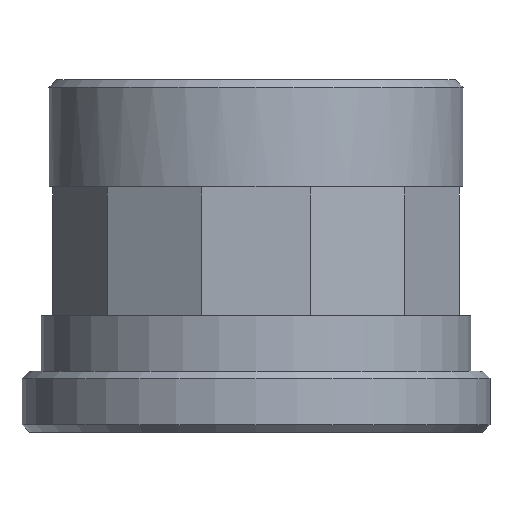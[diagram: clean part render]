
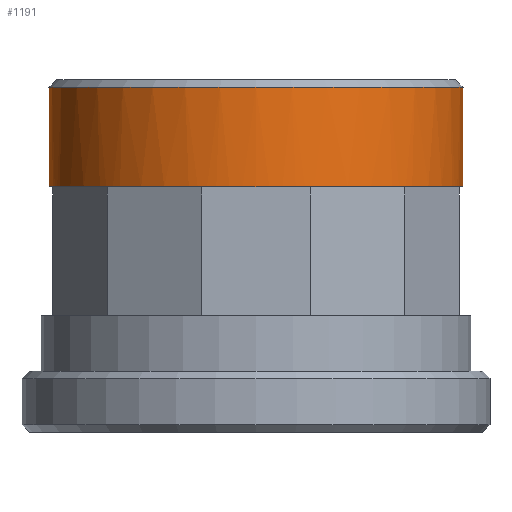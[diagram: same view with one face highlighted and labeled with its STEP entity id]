
A CAD part, front view. The second image highlights one B-rep face of the part: STEP entity #1191.
In plain terms, the highlighted cylindrical face has radius 13.5 mm (diameter 27 mm), a full revolution.
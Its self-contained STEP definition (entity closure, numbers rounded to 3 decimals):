
#102=FACE_OUTER_BOUND('',#177,.T.);
#177=EDGE_LOOP('',(#885,#886,#887,#888,#889,#890,#891,#892,#893,#894,#895,
#896,#897,#898,#899,#900,#901,#902,#903,#904,#905,#906,#907,#908,#909,#910,
#911,#912,#913));
#230=CIRCLE('',#1271,13.5);
#231=CIRCLE('',#1273,13.5);
#232=CIRCLE('',#1275,13.5);
#233=CIRCLE('',#1277,13.5);
#234=CIRCLE('',#1279,13.5);
#235=CIRCLE('',#1281,13.5);
#236=CIRCLE('',#1283,13.5);
#237=CIRCLE('',#1284,13.5);
#238=CIRCLE('',#1286,13.5);
#239=CIRCLE('',#1288,13.5);
#240=CIRCLE('',#1290,13.5);
#241=CIRCLE('',#1292,13.5);
#244=CIRCLE('',#1297,13.5);
#245=CIRCLE('',#1298,13.5);
#246=CIRCLE('',#1300,13.5);
#247=CIRCLE('',#1302,13.5);
#248=CIRCLE('',#1303,13.5);
#249=CIRCLE('',#1304,13.5);
#250=CIRCLE('',#1305,13.5);
#251=CIRCLE('',#1306,13.5);
#252=CIRCLE('',#1307,13.5);
#253=CIRCLE('',#1308,13.5);
#254=CIRCLE('',#1309,13.5);
#255=CIRCLE('',#1310,13.5);
#256=CIRCLE('',#1311,13.5);
#257=CIRCLE('',#1312,13.5);
#258=CIRCLE('',#1313,13.5);
#346=LINE('',#4500,#435);
#435=VECTOR('',#1508,13.5);
#537=VERTEX_POINT('',#4427);
#538=VERTEX_POINT('',#4428);
#539=VERTEX_POINT('',#4432);
#540=VERTEX_POINT('',#4433);
#541=VERTEX_POINT('',#4437);
#542=VERTEX_POINT('',#4438);
#543=VERTEX_POINT('',#4442);
#544=VERTEX_POINT('',#4443);
#545=VERTEX_POINT('',#4447);
#546=VERTEX_POINT('',#4448);
#547=VERTEX_POINT('',#4452);
#548=VERTEX_POINT('',#4453);
#549=VERTEX_POINT('',#4457);
#550=VERTEX_POINT('',#4458);
#551=VERTEX_POINT('',#4460);
#552=VERTEX_POINT('',#4464);
#553=VERTEX_POINT('',#4465);
#554=VERTEX_POINT('',#4469);
#555=VERTEX_POINT('',#4470);
#556=VERTEX_POINT('',#4474);
#557=VERTEX_POINT('',#4475);
#558=VERTEX_POINT('',#4479);
#559=VERTEX_POINT('',#4480);
#562=VERTEX_POINT('',#4489);
#563=VERTEX_POINT('',#4490);
#564=VERTEX_POINT('',#4495);
#565=VERTEX_POINT('',#4496);
#661=EDGE_CURVE('',#537,#538,#230,.T.);
#663=EDGE_CURVE('',#539,#540,#231,.T.);
#665=EDGE_CURVE('',#541,#542,#232,.T.);
#667=EDGE_CURVE('',#543,#544,#233,.T.);
#669=EDGE_CURVE('',#545,#546,#234,.T.);
#671=EDGE_CURVE('',#547,#548,#235,.T.);
#673=EDGE_CURVE('',#549,#550,#236,.T.);
#674=EDGE_CURVE('',#550,#551,#237,.T.);
#676=EDGE_CURVE('',#552,#553,#238,.T.);
#678=EDGE_CURVE('',#554,#555,#239,.T.);
#680=EDGE_CURVE('',#556,#557,#240,.T.);
#682=EDGE_CURVE('',#558,#559,#241,.T.);
#686=EDGE_CURVE('',#562,#563,#244,.T.);
#687=EDGE_CURVE('',#563,#562,#245,.T.);
#689=EDGE_CURVE('',#564,#565,#246,.T.);
#691=EDGE_CURVE('',#562,#550,#346,.T.);
#692=EDGE_CURVE('',#553,#549,#247,.T.);
#693=EDGE_CURVE('',#555,#552,#248,.T.);
#694=EDGE_CURVE('',#557,#554,#249,.T.);
#695=EDGE_CURVE('',#559,#556,#250,.T.);
#696=EDGE_CURVE('',#565,#558,#251,.T.);
#697=EDGE_CURVE('',#538,#564,#252,.T.);
#698=EDGE_CURVE('',#540,#537,#253,.T.);
#699=EDGE_CURVE('',#542,#539,#254,.T.);
#700=EDGE_CURVE('',#544,#541,#255,.T.);
#701=EDGE_CURVE('',#546,#543,#256,.T.);
#702=EDGE_CURVE('',#548,#545,#257,.T.);
#703=EDGE_CURVE('',#551,#547,#258,.T.);
#885=ORIENTED_EDGE('',*,*,#686,.T.);
#886=ORIENTED_EDGE('',*,*,#687,.T.);
#887=ORIENTED_EDGE('',*,*,#691,.T.);
#888=ORIENTED_EDGE('',*,*,#673,.F.);
#889=ORIENTED_EDGE('',*,*,#692,.F.);
#890=ORIENTED_EDGE('',*,*,#676,.F.);
#891=ORIENTED_EDGE('',*,*,#693,.F.);
#892=ORIENTED_EDGE('',*,*,#678,.F.);
#893=ORIENTED_EDGE('',*,*,#694,.F.);
#894=ORIENTED_EDGE('',*,*,#680,.F.);
#895=ORIENTED_EDGE('',*,*,#695,.F.);
#896=ORIENTED_EDGE('',*,*,#682,.F.);
#897=ORIENTED_EDGE('',*,*,#696,.F.);
#898=ORIENTED_EDGE('',*,*,#689,.F.);
#899=ORIENTED_EDGE('',*,*,#697,.F.);
#900=ORIENTED_EDGE('',*,*,#661,.F.);
#901=ORIENTED_EDGE('',*,*,#698,.F.);
#902=ORIENTED_EDGE('',*,*,#663,.F.);
#903=ORIENTED_EDGE('',*,*,#699,.F.);
#904=ORIENTED_EDGE('',*,*,#665,.F.);
#905=ORIENTED_EDGE('',*,*,#700,.F.);
#906=ORIENTED_EDGE('',*,*,#667,.F.);
#907=ORIENTED_EDGE('',*,*,#701,.F.);
#908=ORIENTED_EDGE('',*,*,#669,.F.);
#909=ORIENTED_EDGE('',*,*,#702,.F.);
#910=ORIENTED_EDGE('',*,*,#671,.F.);
#911=ORIENTED_EDGE('',*,*,#703,.F.);
#912=ORIENTED_EDGE('',*,*,#674,.F.);
#913=ORIENTED_EDGE('',*,*,#691,.F.);
#1153=CYLINDRICAL_SURFACE('',#1301,13.5);
#1191=ADVANCED_FACE('',(#102),#1153,.T.);
#1271=AXIS2_PLACEMENT_3D('',#4429,#1433,#1434);
#1273=AXIS2_PLACEMENT_3D('',#4434,#1438,#1439);
#1275=AXIS2_PLACEMENT_3D('',#4439,#1443,#1444);
#1277=AXIS2_PLACEMENT_3D('',#4444,#1448,#1449);
#1279=AXIS2_PLACEMENT_3D('',#4449,#1453,#1454);
#1281=AXIS2_PLACEMENT_3D('',#4454,#1458,#1459);
#1283=AXIS2_PLACEMENT_3D('',#4459,#1463,#1464);
#1284=AXIS2_PLACEMENT_3D('',#4461,#1465,#1466);
#1286=AXIS2_PLACEMENT_3D('',#4466,#1470,#1471);
#1288=AXIS2_PLACEMENT_3D('',#4471,#1475,#1476);
#1290=AXIS2_PLACEMENT_3D('',#4476,#1480,#1481);
#1292=AXIS2_PLACEMENT_3D('',#4481,#1485,#1486);
#1297=AXIS2_PLACEMENT_3D('',#4491,#1496,#1497);
#1298=AXIS2_PLACEMENT_3D('',#4492,#1498,#1499);
#1300=AXIS2_PLACEMENT_3D('',#4497,#1503,#1504);
#1301=AXIS2_PLACEMENT_3D('',#4499,#1506,#1507);
#1302=AXIS2_PLACEMENT_3D('',#4501,#1509,#1510);
#1303=AXIS2_PLACEMENT_3D('',#4502,#1511,#1512);
#1304=AXIS2_PLACEMENT_3D('',#4503,#1513,#1514);
#1305=AXIS2_PLACEMENT_3D('',#4504,#1515,#1516);
#1306=AXIS2_PLACEMENT_3D('',#4505,#1517,#1518);
#1307=AXIS2_PLACEMENT_3D('',#4506,#1519,#1520);
#1308=AXIS2_PLACEMENT_3D('',#4507,#1521,#1522);
#1309=AXIS2_PLACEMENT_3D('',#4508,#1523,#1524);
#1310=AXIS2_PLACEMENT_3D('',#4509,#1525,#1526);
#1311=AXIS2_PLACEMENT_3D('',#4510,#1527,#1528);
#1312=AXIS2_PLACEMENT_3D('',#4511,#1529,#1530);
#1313=AXIS2_PLACEMENT_3D('',#4512,#1531,#1532);
#1433=DIRECTION('center_axis',(0.,0.,-1.));
#1434=DIRECTION('ref_axis',(0.,1.,0.));
#1438=DIRECTION('center_axis',(0.,0.,-1.));
#1439=DIRECTION('ref_axis',(0.,1.,0.));
#1443=DIRECTION('center_axis',(0.,0.,-1.));
#1444=DIRECTION('ref_axis',(0.,1.,0.));
#1448=DIRECTION('center_axis',(0.,0.,-1.));
#1449=DIRECTION('ref_axis',(0.,1.,0.));
#1453=DIRECTION('center_axis',(0.,0.,-1.));
#1454=DIRECTION('ref_axis',(0.,1.,0.));
#1458=DIRECTION('center_axis',(0.,0.,-1.));
#1459=DIRECTION('ref_axis',(0.,1.,0.));
#1463=DIRECTION('center_axis',(0.,0.,-1.));
#1464=DIRECTION('ref_axis',(0.,1.,0.));
#1465=DIRECTION('center_axis',(0.,0.,-1.));
#1466=DIRECTION('ref_axis',(0.,1.,0.));
#1470=DIRECTION('center_axis',(0.,0.,-1.));
#1471=DIRECTION('ref_axis',(0.,1.,0.));
#1475=DIRECTION('center_axis',(0.,0.,-1.));
#1476=DIRECTION('ref_axis',(0.,1.,0.));
#1480=DIRECTION('center_axis',(0.,0.,-1.));
#1481=DIRECTION('ref_axis',(0.,1.,0.));
#1485=DIRECTION('center_axis',(0.,0.,-1.));
#1486=DIRECTION('ref_axis',(0.,1.,0.));
#1496=DIRECTION('center_axis',(0.,0.,-1.));
#1497=DIRECTION('ref_axis',(0.,-1.,0.));
#1498=DIRECTION('center_axis',(0.,0.,-1.));
#1499=DIRECTION('ref_axis',(0.,-1.,0.));
#1503=DIRECTION('center_axis',(0.,0.,-1.));
#1504=DIRECTION('ref_axis',(0.,1.,0.));
#1506=DIRECTION('center_axis',(0.,0.,1.));
#1507=DIRECTION('ref_axis',(0.,1.,0.));
#1508=DIRECTION('',(0.,0.,-1.));
#1509=DIRECTION('center_axis',(0.,0.,-1.));
#1510=DIRECTION('ref_axis',(0.,1.,0.));
#1511=DIRECTION('center_axis',(0.,0.,-1.));
#1512=DIRECTION('ref_axis',(0.,1.,0.));
#1513=DIRECTION('center_axis',(0.,0.,-1.));
#1514=DIRECTION('ref_axis',(0.,1.,0.));
#1515=DIRECTION('center_axis',(0.,0.,-1.));
#1516=DIRECTION('ref_axis',(0.,1.,0.));
#1517=DIRECTION('center_axis',(0.,0.,-1.));
#1518=DIRECTION('ref_axis',(0.,1.,0.));
#1519=DIRECTION('center_axis',(0.,0.,-1.));
#1520=DIRECTION('ref_axis',(0.,1.,0.));
#1521=DIRECTION('center_axis',(0.,0.,-1.));
#1522=DIRECTION('ref_axis',(0.,1.,0.));
#1523=DIRECTION('center_axis',(0.,0.,-1.));
#1524=DIRECTION('ref_axis',(0.,1.,0.));
#1525=DIRECTION('center_axis',(0.,0.,-1.));
#1526=DIRECTION('ref_axis',(0.,1.,0.));
#1527=DIRECTION('center_axis',(0.,0.,-1.));
#1528=DIRECTION('ref_axis',(0.,1.,0.));
#1529=DIRECTION('center_axis',(0.,0.,-1.));
#1530=DIRECTION('ref_axis',(0.,1.,0.));
#1531=DIRECTION('center_axis',(0.,0.,-1.));
#1532=DIRECTION('ref_axis',(0.,1.,0.));
#4427=CARTESIAN_POINT('',(-2.586,13.25,16.));
#4428=CARTESIAN_POINT('',(2.586,13.25,16.));
#4429=CARTESIAN_POINT('Origin',(0.,0.,16.));
#4432=CARTESIAN_POINT('',(-8.865,10.182,16.));
#4433=CARTESIAN_POINT('',(-4.385,12.768,16.));
#4434=CARTESIAN_POINT('Origin',(0.,0.,16.));
#4437=CARTESIAN_POINT('',(-12.768,4.385,16.));
#4438=CARTESIAN_POINT('',(-10.182,8.865,16.));
#4439=CARTESIAN_POINT('Origin',(0.,0.,16.));
#4442=CARTESIAN_POINT('',(-13.25,-2.586,16.));
#4443=CARTESIAN_POINT('',(-13.25,2.586,16.));
#4444=CARTESIAN_POINT('Origin',(0.,0.,16.));
#4447=CARTESIAN_POINT('',(-10.182,-8.865,16.));
#4448=CARTESIAN_POINT('',(-12.768,-4.385,16.));
#4449=CARTESIAN_POINT('Origin',(0.,0.,16.));
#4452=CARTESIAN_POINT('',(-4.385,-12.768,16.));
#4453=CARTESIAN_POINT('',(-8.865,-10.182,16.));
#4454=CARTESIAN_POINT('Origin',(0.,0.,16.));
#4457=CARTESIAN_POINT('',(2.586,-13.25,16.));
#4458=CARTESIAN_POINT('',(0.,-13.5,16.));
#4459=CARTESIAN_POINT('Origin',(0.,0.,16.));
#4460=CARTESIAN_POINT('',(-2.586,-13.25,16.));
#4461=CARTESIAN_POINT('Origin',(0.,0.,16.));
#4464=CARTESIAN_POINT('',(8.865,-10.182,16.));
#4465=CARTESIAN_POINT('',(4.385,-12.768,16.));
#4466=CARTESIAN_POINT('Origin',(0.,0.,16.));
#4469=CARTESIAN_POINT('',(12.768,-4.385,16.));
#4470=CARTESIAN_POINT('',(10.182,-8.865,16.));
#4471=CARTESIAN_POINT('Origin',(0.,0.,16.));
#4474=CARTESIAN_POINT('',(13.25,2.586,16.));
#4475=CARTESIAN_POINT('',(13.25,-2.586,16.));
#4476=CARTESIAN_POINT('Origin',(0.,0.,16.));
#4479=CARTESIAN_POINT('',(10.182,8.865,16.));
#4480=CARTESIAN_POINT('',(12.768,4.385,16.));
#4481=CARTESIAN_POINT('Origin',(0.,0.,16.));
#4489=CARTESIAN_POINT('',(0.,-13.5,22.5));
#4490=CARTESIAN_POINT('',(0.,13.5,22.5));
#4491=CARTESIAN_POINT('Origin',(0.,0.,22.5));
#4492=CARTESIAN_POINT('Origin',(0.,0.,22.5));
#4495=CARTESIAN_POINT('',(4.385,12.768,16.));
#4496=CARTESIAN_POINT('',(8.865,10.182,16.));
#4497=CARTESIAN_POINT('Origin',(0.,0.,16.));
#4499=CARTESIAN_POINT('Origin',(0.,0.,0.));
#4500=CARTESIAN_POINT('',(0.,-13.5,0.));
#4501=CARTESIAN_POINT('Origin',(0.,0.,16.));
#4502=CARTESIAN_POINT('Origin',(0.,0.,16.));
#4503=CARTESIAN_POINT('Origin',(0.,0.,16.));
#4504=CARTESIAN_POINT('Origin',(0.,0.,16.));
#4505=CARTESIAN_POINT('Origin',(0.,0.,16.));
#4506=CARTESIAN_POINT('Origin',(0.,0.,16.));
#4507=CARTESIAN_POINT('Origin',(0.,0.,16.));
#4508=CARTESIAN_POINT('Origin',(0.,0.,16.));
#4509=CARTESIAN_POINT('Origin',(0.,0.,16.));
#4510=CARTESIAN_POINT('Origin',(0.,0.,16.));
#4511=CARTESIAN_POINT('Origin',(0.,0.,16.));
#4512=CARTESIAN_POINT('Origin',(0.,0.,16.));
